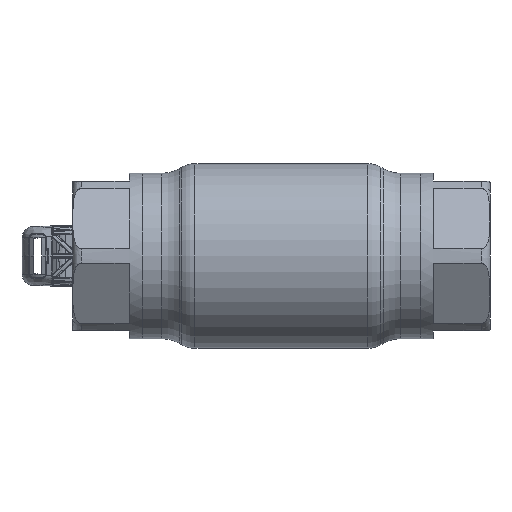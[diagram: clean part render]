
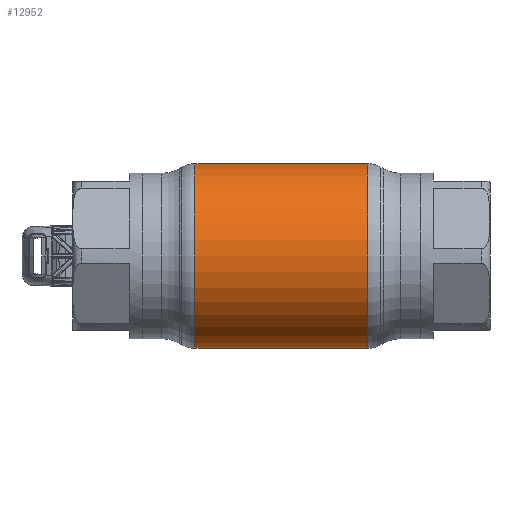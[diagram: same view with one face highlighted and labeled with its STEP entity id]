
A CAD part, front view. The second image highlights one B-rep face of the part: STEP entity #12952.
In plain terms, the highlighted cylindrical face has radius 42.5 mm (diameter 85 mm), a partial arc.
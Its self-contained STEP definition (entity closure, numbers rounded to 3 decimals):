
#180 = CARTESIAN_POINT ( 'NONE',  ( 39.749, 0., 0. ) ) ;
#1442 = VERTEX_POINT ( 'NONE', #3853 ) ;
#2117 = CARTESIAN_POINT ( 'NONE',  ( 39.749, 0., 42.5 ) ) ;
#3853 = CARTESIAN_POINT ( 'NONE',  ( -39.749, 0., -42.5 ) ) ;
#4943 = AXIS2_PLACEMENT_3D ( 'NONE', #55336, #60106, #31664 ) ;
#7061 = VERTEX_POINT ( 'NONE', #2117 ) ;
#7123 = EDGE_CURVE ( 'NONE', #7061, #34334, #24818, .T. ) ;
#12952 = ADVANCED_FACE ( 'NONE', ( #26590 ), #37680, .T. ) ;
#15585 = CARTESIAN_POINT ( 'NONE',  ( -62.69, 0., 42.5 ) ) ;
#18079 = LINE ( 'NONE', #52174, #21071 ) ;
#20005 = CIRCLE ( 'NONE', #4943, 42.5 ) ;
#20126 = CARTESIAN_POINT ( 'NONE',  ( -39.749, 0., 42.5 ) ) ;
#21071 = VECTOR ( 'NONE', #31194, 1000. ) ;
#21587 = ORIENTED_EDGE ( 'NONE', *, *, #44136, .F. ) ;
#24818 = LINE ( 'NONE', #15585, #26288 ) ;
#25715 = EDGE_LOOP ( 'NONE', ( #21587, #31015, #51332, #51359 ) ) ;
#26288 = VECTOR ( 'NONE', #34921, 1000. ) ;
#26590 = FACE_OUTER_BOUND ( 'NONE', #25715, .T. ) ;
#27897 = DIRECTION ( 'NONE',  ( 0., 0., 1. ) ) ;
#28876 = DIRECTION ( 'NONE',  ( -1., 0., 0. ) ) ;
#28942 = AXIS2_PLACEMENT_3D ( 'NONE', #180, #28876, #42972 ) ;
#29681 = CIRCLE ( 'NONE', #28942, 42.5 ) ;
#31015 = ORIENTED_EDGE ( 'NONE', *, *, #51114, .T. ) ;
#31194 = DIRECTION ( 'NONE',  ( -1., 0., 0. ) ) ;
#31664 = DIRECTION ( 'NONE',  ( 0., 0., 1. ) ) ;
#33268 = AXIS2_PLACEMENT_3D ( 'NONE', #42406, #52166, #27897 ) ;
#34334 = VERTEX_POINT ( 'NONE', #20126 ) ;
#34921 = DIRECTION ( 'NONE',  ( -1., 0., 0. ) ) ;
#37680 = CYLINDRICAL_SURFACE ( 'NONE', #33268, 42.5 ) ;
#41568 = EDGE_CURVE ( 'NONE', #1442, #34334, #20005, .T. ) ;
#42406 = CARTESIAN_POINT ( 'NONE',  ( -62.69, 0., 0. ) ) ;
#42572 = VERTEX_POINT ( 'NONE', #59580 ) ;
#42972 = DIRECTION ( 'NONE',  ( 0., 0., 1. ) ) ;
#44136 = EDGE_CURVE ( 'NONE', #42572, #1442, #18079, .T. ) ;
#51114 = EDGE_CURVE ( 'NONE', #42572, #7061, #29681, .T. ) ;
#51332 = ORIENTED_EDGE ( 'NONE', *, *, #7123, .T. ) ;
#51359 = ORIENTED_EDGE ( 'NONE', *, *, #41568, .F. ) ;
#52166 = DIRECTION ( 'NONE',  ( -1., 0., 0. ) ) ;
#52174 = CARTESIAN_POINT ( 'NONE',  ( -62.69, 0., -42.5 ) ) ;
#55336 = CARTESIAN_POINT ( 'NONE',  ( -39.749, 0., 0. ) ) ;
#59580 = CARTESIAN_POINT ( 'NONE',  ( 39.749, 0., -42.5 ) ) ;
#60106 = DIRECTION ( 'NONE',  ( -1., 0., 0. ) ) ;
